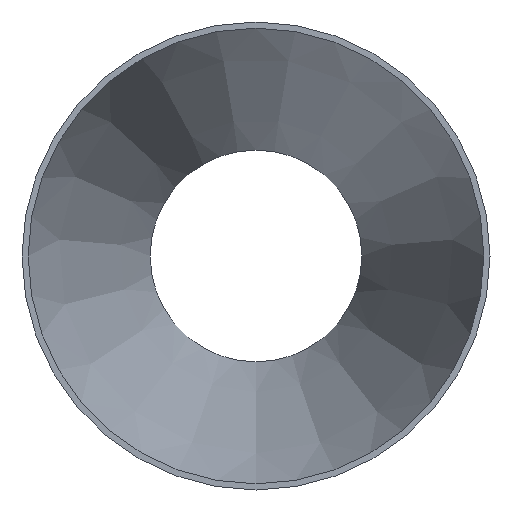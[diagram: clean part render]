
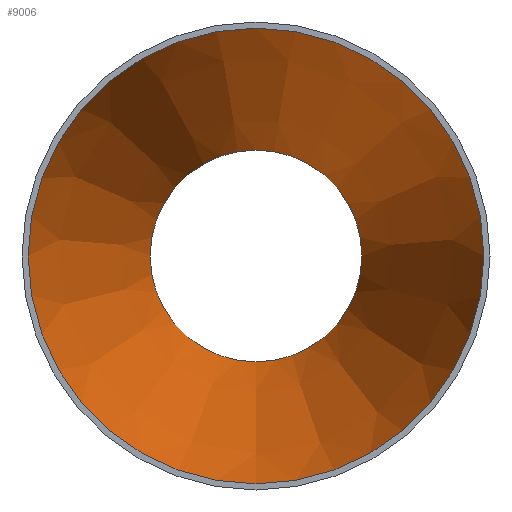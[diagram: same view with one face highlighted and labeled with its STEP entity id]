
A CAD part, front view. The second image highlights one B-rep face of the part: STEP entity #9006.
In plain terms, the highlighted conical face has half-angle 16.493 degrees and reference radius 77.414 mm.
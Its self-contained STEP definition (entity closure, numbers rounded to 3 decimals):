
#310 = ORIENTED_EDGE ( 'NONE', *, *, #1948, .T. ) ;
#1948 = EDGE_CURVE ( 'NONE', #4897, #4897, #11277, .T. ) ;
#2146 = VERTEX_POINT ( 'NONE', #9210 ) ;
#2177 = DIRECTION ( 'NONE',  ( 0., -1., 0. ) ) ;
#2333 = DIRECTION ( 'NONE',  ( 0., 0., -1. ) ) ;
#3946 = CIRCLE ( 'NONE', #20232, 35.964 ) ;
#4020 = EDGE_LOOP ( 'NONE', ( #14232 ) ) ;
#4897 = VERTEX_POINT ( 'NONE', #21470 ) ;
#4996 = EDGE_LOOP ( 'NONE', ( #310 ) ) ;
#6238 = FACE_BOUND ( 'NONE', #4020, .T. ) ;
#9006 = ADVANCED_FACE ( 'NONE', ( #6238, #18955 ), #18908, .F. ) ;
#9210 = CARTESIAN_POINT ( 'NONE',  ( 0., 140., -35.964 ) ) ;
#10772 = AXIS2_PLACEMENT_3D ( 'NONE', #24044, #2177, #2333 ) ;
#11277 = CIRCLE ( 'NONE', #10772, 77.414 ) ;
#12328 = CARTESIAN_POINT ( 'NONE',  ( 0., 140., 0. ) ) ;
#14194 = DIRECTION ( 'NONE',  ( 0., -1., 0. ) ) ;
#14232 = ORIENTED_EDGE ( 'NONE', *, *, #22070, .F. ) ;
#18908 = CONICAL_SURFACE ( 'NONE', #29094, 77.414, 0.288 ) ;
#18955 = FACE_OUTER_BOUND ( 'NONE', #4996, .T. ) ;
#19806 = DIRECTION ( 'NONE',  ( 0., -1., 0. ) ) ;
#20117 = DIRECTION ( 'NONE',  ( 0., 0., -1. ) ) ;
#20232 = AXIS2_PLACEMENT_3D ( 'NONE', #12328, #19806, #20117 ) ;
#20897 = CARTESIAN_POINT ( 'NONE',  ( 0., 0., 0. ) ) ;
#21470 = CARTESIAN_POINT ( 'NONE',  ( 0., 0., -77.414 ) ) ;
#22070 = EDGE_CURVE ( 'NONE', #2146, #2146, #3946, .T. ) ;
#24044 = CARTESIAN_POINT ( 'NONE',  ( 0., 0., 0. ) ) ;
#29094 = AXIS2_PLACEMENT_3D ( 'NONE', #20897, #14194, #30603 ) ;
#30603 = DIRECTION ( 'NONE',  ( 0., 0., -1. ) ) ;
